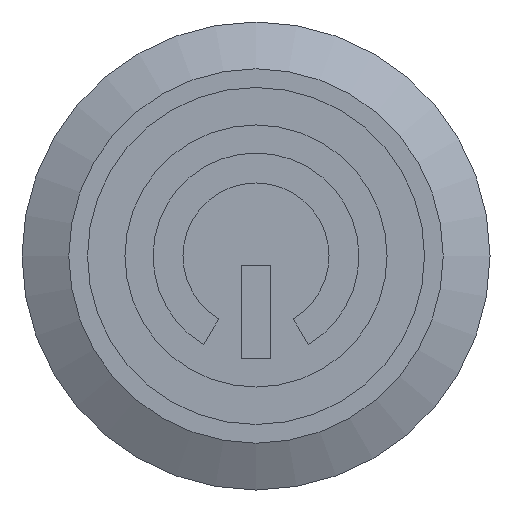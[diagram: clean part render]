
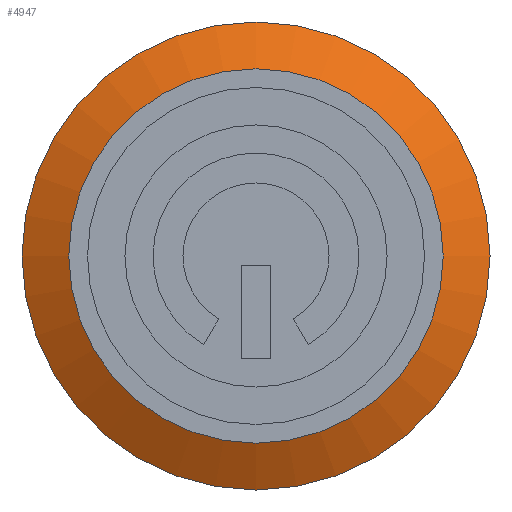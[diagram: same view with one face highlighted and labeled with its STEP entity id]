
A CAD part, left-side view. The second image highlights one B-rep face of the part: STEP entity #4947.
In plain terms, the highlighted conical face has half-angle 62.526 degrees and reference radius 11.25 mm.
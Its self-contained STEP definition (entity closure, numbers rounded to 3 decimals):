
#16=CONICAL_SURFACE('',#5420,11.25,1.091);
#344=CIRCLE('',#5421,10.);
#345=CIRCLE('',#5422,10.);
#346=CIRCLE('',#5423,12.5);
#347=CIRCLE('',#5424,12.5);
#619=FACE_OUTER_BOUND('',#921,.T.);
#921=EDGE_LOOP('',(#4432,#4433,#4434,#4435,#4436,#4437));
#1421=LINE('',#8477,#1926);
#1926=VECTOR('',#6809,11.25);
#2364=VERTEX_POINT('',#8472);
#2365=VERTEX_POINT('',#8473);
#2366=VERTEX_POINT('',#8476);
#2367=VERTEX_POINT('',#8478);
#3059=EDGE_CURVE('',#2364,#2365,#344,.T.);
#3060=EDGE_CURVE('',#2365,#2364,#345,.T.);
#3061=EDGE_CURVE('',#2365,#2366,#1421,.T.);
#3062=EDGE_CURVE('',#2367,#2366,#346,.T.);
#3063=EDGE_CURVE('',#2366,#2367,#347,.T.);
#4432=ORIENTED_EDGE('',*,*,#3059,.F.);
#4433=ORIENTED_EDGE('',*,*,#3060,.F.);
#4434=ORIENTED_EDGE('',*,*,#3061,.T.);
#4435=ORIENTED_EDGE('',*,*,#3062,.F.);
#4436=ORIENTED_EDGE('',*,*,#3063,.F.);
#4437=ORIENTED_EDGE('',*,*,#3061,.F.);
#4947=ADVANCED_FACE('',(#619),#16,.T.);
#5420=AXIS2_PLACEMENT_3D('',#8471,#6803,#6804);
#5421=AXIS2_PLACEMENT_3D('',#8474,#6805,#6806);
#5422=AXIS2_PLACEMENT_3D('',#8475,#6807,#6808);
#5423=AXIS2_PLACEMENT_3D('',#8479,#6810,#6811);
#5424=AXIS2_PLACEMENT_3D('',#8480,#6812,#6813);
#6803=DIRECTION('center_axis',(1.,0.,0.));
#6804=DIRECTION('ref_axis',(0.,0.,1.));
#6805=DIRECTION('center_axis',(-1.,0.,0.));
#6806=DIRECTION('ref_axis',(0.,0.,1.));
#6807=DIRECTION('center_axis',(-1.,0.,0.));
#6808=DIRECTION('ref_axis',(0.,0.,1.));
#6809=DIRECTION('',(0.461,0.,-0.887));
#6810=DIRECTION('center_axis',(1.,0.,0.));
#6811=DIRECTION('ref_axis',(0.,-1.,0.));
#6812=DIRECTION('center_axis',(1.,0.,0.));
#6813=DIRECTION('ref_axis',(0.,-1.,0.));
#8471=CARTESIAN_POINT('Origin',(-1.15,0.,0.));
#8472=CARTESIAN_POINT('',(-1.8,0.,10.));
#8473=CARTESIAN_POINT('',(-1.8,0.,-10.));
#8474=CARTESIAN_POINT('Origin',(-1.8,0.,0.));
#8475=CARTESIAN_POINT('Origin',(-1.8,0.,0.));
#8476=CARTESIAN_POINT('',(-0.5,0.,-12.5));
#8477=CARTESIAN_POINT('',(-1.15,0.,-11.25));
#8478=CARTESIAN_POINT('',(-0.5,12.5,0.));
#8479=CARTESIAN_POINT('Origin',(-0.5,0.,0.));
#8480=CARTESIAN_POINT('Origin',(-0.5,0.,0.));
